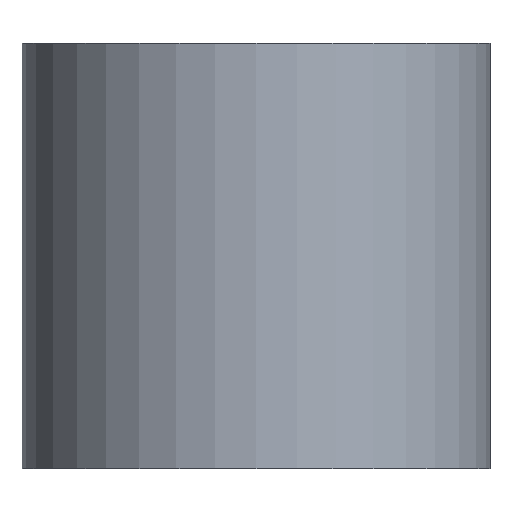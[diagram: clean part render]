
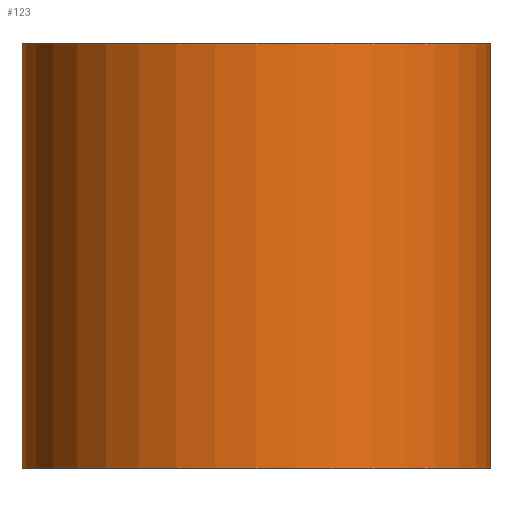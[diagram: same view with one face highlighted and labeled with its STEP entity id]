
A CAD part, left-side view. The second image highlights one B-rep face of the part: STEP entity #123.
In plain terms, the highlighted cylindrical face has radius 11 mm (diameter 22 mm), a partial arc.
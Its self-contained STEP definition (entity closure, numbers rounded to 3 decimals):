
#123 = ADVANCED_FACE('',(#124),#160,.T.);
#124 = FACE_BOUND('',#125,.F.);
#125 = EDGE_LOOP('',(#126,#136,#145,#153));
#126 = ORIENTED_EDGE('',*,*,#127,.T.);
#127 = EDGE_CURVE('',#128,#130,#132,.T.);
#128 = VERTEX_POINT('',#129);
#129 = CARTESIAN_POINT('',(-20.,12.,0.));
#130 = VERTEX_POINT('',#131);
#131 = CARTESIAN_POINT('',(-20.,12.,20.));
#132 = LINE('',#133,#134);
#133 = CARTESIAN_POINT('',(-20.,12.,0.));
#134 = VECTOR('',#135,1.);
#135 = DIRECTION('',(0.,0.,1.));
#136 = ORIENTED_EDGE('',*,*,#137,.T.);
#137 = EDGE_CURVE('',#130,#138,#140,.T.);
#138 = VERTEX_POINT('',#139);
#139 = CARTESIAN_POINT('',(-20.,-10.,20.));
#140 = CIRCLE('',#141,11.);
#141 = AXIS2_PLACEMENT_3D('',#142,#143,#144);
#142 = CARTESIAN_POINT('',(-20.,1.,20.));
#143 = DIRECTION('',(0.,0.,1.));
#144 = DIRECTION('',(1.,0.,0.));
#145 = ORIENTED_EDGE('',*,*,#146,.F.);
#146 = EDGE_CURVE('',#147,#138,#149,.T.);
#147 = VERTEX_POINT('',#148);
#148 = CARTESIAN_POINT('',(-20.,-10.,0.));
#149 = LINE('',#150,#151);
#150 = CARTESIAN_POINT('',(-20.,-10.,0.));
#151 = VECTOR('',#152,1.);
#152 = DIRECTION('',(0.,0.,1.));
#153 = ORIENTED_EDGE('',*,*,#154,.F.);
#154 = EDGE_CURVE('',#128,#147,#155,.T.);
#155 = CIRCLE('',#156,11.);
#156 = AXIS2_PLACEMENT_3D('',#157,#158,#159);
#157 = CARTESIAN_POINT('',(-20.,1.,0.));
#158 = DIRECTION('',(0.,0.,1.));
#159 = DIRECTION('',(1.,0.,0.));
#160 = CYLINDRICAL_SURFACE('',#161,11.);
#161 = AXIS2_PLACEMENT_3D('',#162,#163,#164);
#162 = CARTESIAN_POINT('',(-20.,1.,0.));
#163 = DIRECTION('',(-0.,-0.,-1.));
#164 = DIRECTION('',(1.,0.,0.));
